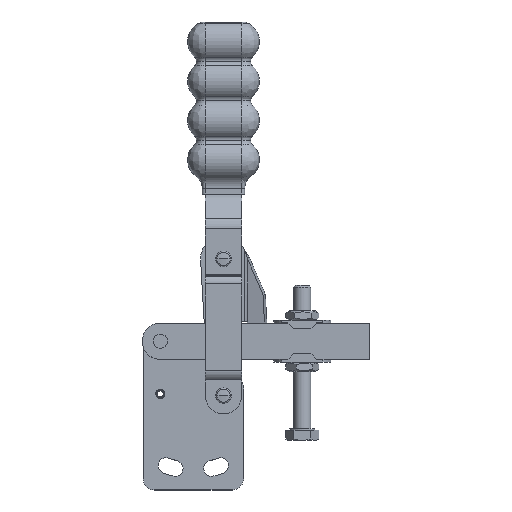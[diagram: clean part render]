
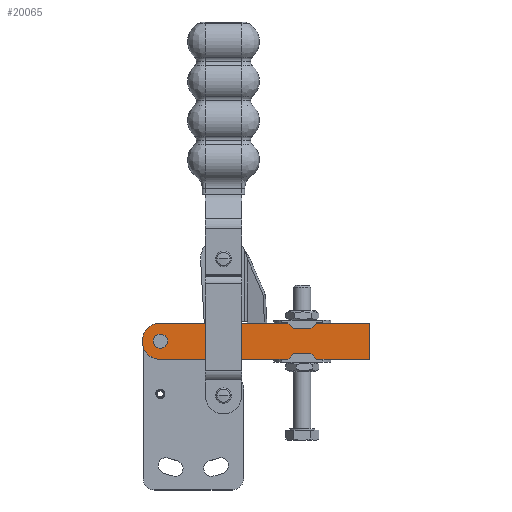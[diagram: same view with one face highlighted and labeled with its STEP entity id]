
A CAD part, top view. The second image highlights one B-rep face of the part: STEP entity #20065.
In plain terms, the highlighted planar face has unit normal (0, 0, 1).
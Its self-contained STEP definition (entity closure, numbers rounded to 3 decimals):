
#19797=CARTESIAN_POINT('',(-68.817,80.257,-80.066));
#19798=VERTEX_POINT('',#19797);
#19799=CARTESIAN_POINT('',(-73.817,80.257,-80.066));
#19800=VERTEX_POINT('',#19799);
#19801=CARTESIAN_POINT('',(-71.317,80.257,-80.066));
#19802=DIRECTION('',(0.0,0.0,-1.0));
#19803=DIRECTION('',(1.0,0.0,0.0));
#19804=AXIS2_PLACEMENT_3D('',#19801,#19802,#19803);
#19805=CIRCLE('',#19804,2.5);
#19806=EDGE_CURVE('',#19798,#19800,#19805,.T.);
#19808=CARTESIAN_POINT('',(-71.317,80.257,-80.066));
#19809=DIRECTION('',(0.0,0.0,-1.0));
#19810=DIRECTION('',(1.0,0.0,0.0));
#19811=AXIS2_PLACEMENT_3D('',#19808,#19809,#19810);
#19812=CIRCLE('',#19811,2.5);
#19813=EDGE_CURVE('',#19800,#19798,#19812,.T.);
#19873=CARTESIAN_POINT('',(-46.817,80.257,-80.066));
#19874=VERTEX_POINT('',#19873);
#19875=CARTESIAN_POINT('',(-51.817,80.257,-80.066));
#19876=VERTEX_POINT('',#19875);
#19877=CARTESIAN_POINT('',(-49.317,80.257,-80.066));
#19878=DIRECTION('',(0.0,0.0,-1.0));
#19879=DIRECTION('',(1.0,0.0,0.0));
#19880=AXIS2_PLACEMENT_3D('',#19877,#19878,#19879);
#19881=CIRCLE('',#19880,2.5);
#19882=EDGE_CURVE('',#19874,#19876,#19881,.T.);
#19884=CARTESIAN_POINT('',(-49.317,80.257,-80.066));
#19885=DIRECTION('',(0.0,0.0,-1.0));
#19886=DIRECTION('',(1.0,0.0,0.0));
#19887=AXIS2_PLACEMENT_3D('',#19884,#19885,#19886);
#19888=CIRCLE('',#19887,2.5);
#19889=EDGE_CURVE('',#19876,#19874,#19888,.T.);
#19935=CARTESIAN_POINT('',(1.683,73.907,-80.066));
#19936=VERTEX_POINT('',#19935);
#19943=CARTESIAN_POINT('',(-71.317,73.907,-80.066));
#19944=VERTEX_POINT('',#19943);
#19945=CARTESIAN_POINT('',(1.683,73.907,-80.066));
#19946=DIRECTION('',(-1.0,0.0,0.0));
#19947=VECTOR('',#19946,73.);
#19948=LINE('',#19945,#19947);
#19949=EDGE_CURVE('',#19936,#19944,#19948,.T.);
#19973=CARTESIAN_POINT('',(1.683,86.607,-80.066));
#19974=VERTEX_POINT('',#19973);
#19981=CARTESIAN_POINT('',(1.683,86.607,-80.066));
#19982=DIRECTION('',(0.0,-1.0,0.0));
#19983=VECTOR('',#19982,12.7);
#19984=LINE('',#19981,#19983);
#19985=EDGE_CURVE('',#19974,#19936,#19984,.T.);
#20004=CARTESIAN_POINT('',(-71.317,86.607,-80.066));
#20005=VERTEX_POINT('',#20004);
#20012=CARTESIAN_POINT('',(-71.317,86.607,-80.066));
#20013=DIRECTION('',(1.0,0.0,0.0));
#20014=VECTOR('',#20013,73.0);
#20015=LINE('',#20012,#20014);
#20016=EDGE_CURVE('',#20005,#19974,#20015,.T.);
#20035=CARTESIAN_POINT('',(-71.317,80.257,-80.066));
#20036=DIRECTION('',(0.0,0.0,-1.0));
#20037=DIRECTION('',(0.0,-1.0,0.0));
#20038=AXIS2_PLACEMENT_3D('',#20035,#20036,#20037);
#20039=CIRCLE('',#20038,6.35);
#20040=EDGE_CURVE('',#19944,#20005,#20039,.T.);
#20046=CARTESIAN_POINT('',(-36.705,80.257,-80.066));
#20047=DIRECTION('',(0.0,0.0,-1.0));
#20048=DIRECTION('',(-1.0,0.0,0.0));
#20049=AXIS2_PLACEMENT_3D('',#20046,#20047,#20048);
#20050=PLANE('',#20049);
#20051=ORIENTED_EDGE('',*,*,#20040,.F.);
#20052=ORIENTED_EDGE('',*,*,#19949,.F.);
#20053=ORIENTED_EDGE('',*,*,#19985,.F.);
#20054=ORIENTED_EDGE('',*,*,#20016,.F.);
#20055=EDGE_LOOP('',(#20051,#20052,#20053,#20054));
#20056=FACE_OUTER_BOUND('',#20055,.T.);
#20057=ORIENTED_EDGE('',*,*,#19889,.T.);
#20058=ORIENTED_EDGE('',*,*,#19882,.T.);
#20059=EDGE_LOOP('',(#20057,#20058));
#20060=FACE_BOUND('',#20059,.T.);
#20061=ORIENTED_EDGE('',*,*,#19813,.T.);
#20062=ORIENTED_EDGE('',*,*,#19806,.T.);
#20063=EDGE_LOOP('',(#20061,#20062));
#20064=FACE_BOUND('',#20063,.T.);
#20065=ADVANCED_FACE('',(#20056,#20060,#20064),#20050,.F.);
